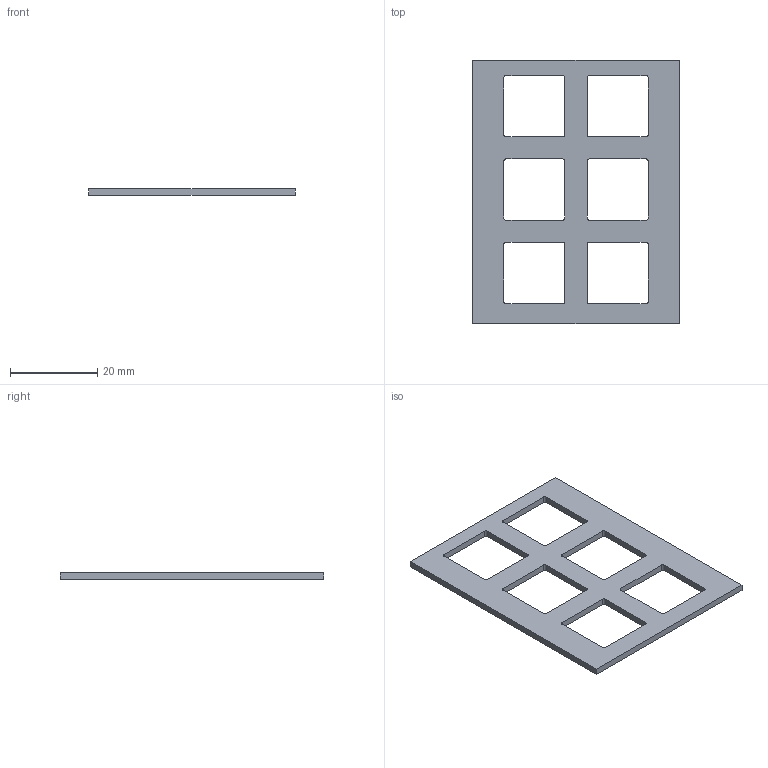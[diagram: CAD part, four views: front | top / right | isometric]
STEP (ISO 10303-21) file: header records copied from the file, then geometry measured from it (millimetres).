
FILE_DESCRIPTION(('HOOPS Exchange Step'),'2;1');
FILE_NAME('temp_export','2026-02-05T22:27:23+18:00',('alvin'),('Shapr3D Limited'),'HOOPS Exchange 2025.9','Shapr3D','Authorized');
FILE_SCHEMA( ('AP242_MANAGED_MODEL_BASED_3D_ENGINEERING_MIM_LF {1 0 10303 442 1 1 4}') );
Length unit declared in the file: millimetre
Products named in the file (1): root
Bounding box: 47.1 x 60.25 x 1.5 mm (x, y, z)
Volume: 2494.6 mm3; surface area: 4144.4 mm2
Topology: 1 solids, 1 shells, 54 faces, 156 edges, 104 vertices
Faces by surface type: plane 30, cylinder 24
Entity records: 1848 total; most frequent: CARTESIAN_POINT 316, DIRECTION 316, ORIENTED_EDGE 312, EDGE_CURVE 156, VECTOR 108, LINE 108, AXIS2_PLACEMENT_3D 104, VERTEX_POINT 104
